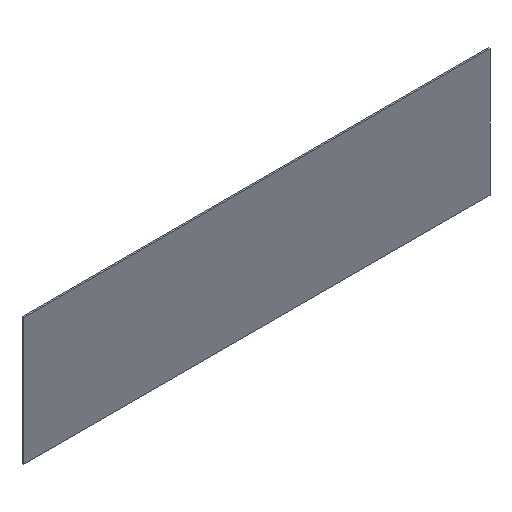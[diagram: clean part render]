
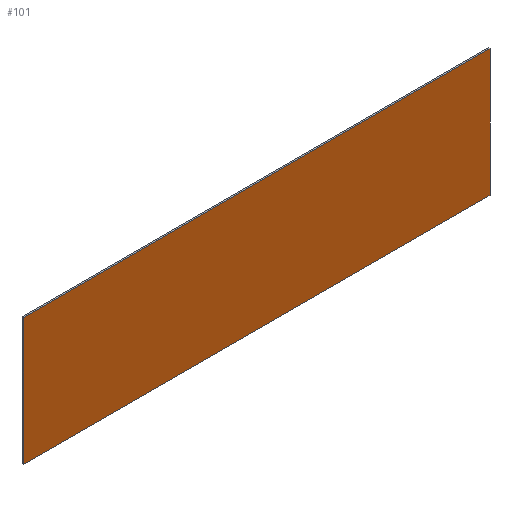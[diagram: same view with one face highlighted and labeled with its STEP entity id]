
A CAD part, isometric view. The second image highlights one B-rep face of the part: STEP entity #101.
In plain terms, the highlighted planar face has unit normal (0, -1, 0).
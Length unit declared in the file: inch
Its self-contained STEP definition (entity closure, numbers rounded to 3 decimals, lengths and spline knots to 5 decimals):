
#15=FACE_OUTER_BOUND('',#21,.T.);
#21=EDGE_LOOP('',(#71,#72,#73,#74));
#27=LINE('',#151,#39);
#28=LINE('',#153,#40);
#29=LINE('',#155,#41);
#30=LINE('',#156,#42);
#39=VECTOR('',#125,22.);
#40=VECTOR('',#126,6.);
#41=VECTOR('',#127,22.);
#42=VECTOR('',#128,6.);
#51=VERTEX_POINT('',#149);
#52=VERTEX_POINT('',#150);
#53=VERTEX_POINT('',#152);
#54=VERTEX_POINT('',#154);
#59=EDGE_CURVE('',#51,#52,#27,.T.);
#60=EDGE_CURVE('',#52,#53,#28,.T.);
#61=EDGE_CURVE('',#53,#54,#29,.T.);
#62=EDGE_CURVE('',#54,#51,#30,.T.);
#71=ORIENTED_EDGE('',*,*,#59,.T.);
#72=ORIENTED_EDGE('',*,*,#60,.T.);
#73=ORIENTED_EDGE('',*,*,#61,.T.);
#74=ORIENTED_EDGE('',*,*,#62,.T.);
#95=PLANE('',#115);
#101=ADVANCED_FACE('',(#15),#95,.F.);
#115=AXIS2_PLACEMENT_3D('',#148,#123,#124);
#123=DIRECTION('center_axis',(0.,1.,0.));
#124=DIRECTION('ref_axis',(1.,0.,0.));
#125=DIRECTION('',(-1.,0.,0.));
#126=DIRECTION('',(0.,0.,-1.));
#127=DIRECTION('',(1.,0.,0.));
#128=DIRECTION('',(0.,0.,1.));
#148=CARTESIAN_POINT('Origin',(0.,0.,0.));
#149=CARTESIAN_POINT('',(22.,0.,3.));
#150=CARTESIAN_POINT('',(0.,0.,3.));
#151=CARTESIAN_POINT('',(22.,0.,3.));
#152=CARTESIAN_POINT('',(0.,0.,-3.));
#153=CARTESIAN_POINT('',(0.,0.,3.));
#154=CARTESIAN_POINT('',(22.,0.,-3.));
#155=CARTESIAN_POINT('',(0.,0.,-3.));
#156=CARTESIAN_POINT('',(22.,0.,-3.));
